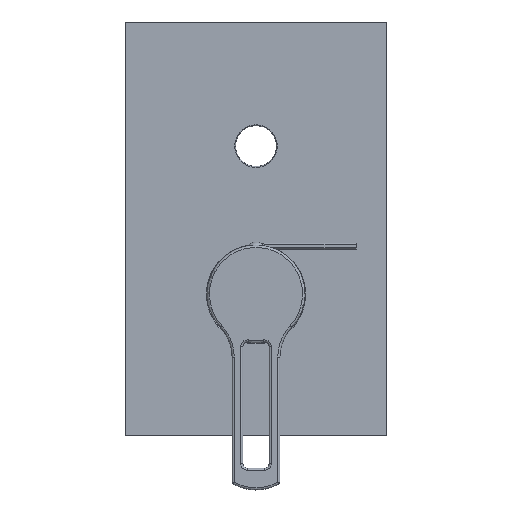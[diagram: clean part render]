
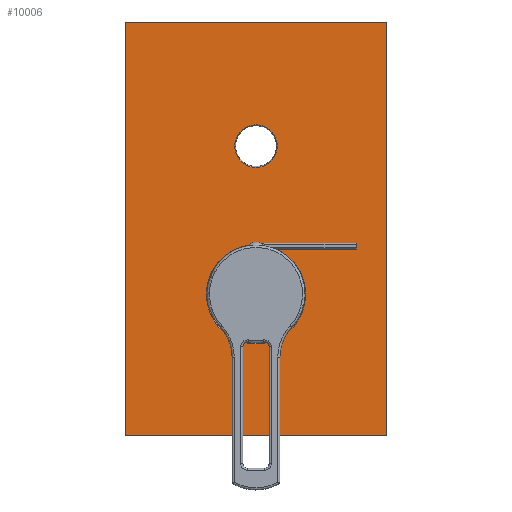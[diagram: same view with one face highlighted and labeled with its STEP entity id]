
A CAD part, top view. The second image highlights one B-rep face of the part: STEP entity #10006.
In plain terms, the highlighted face is planar.
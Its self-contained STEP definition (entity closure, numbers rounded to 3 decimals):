
#9427=CARTESIAN_POINT('',(0.,2.,-30.));
#9428=DIRECTION('',(0.,-1.,0.));
#9429=DIRECTION('',(1.,0.,0.));
#9430=AXIS2_PLACEMENT_3D('',#9427,#9428,#9429);
#9435=CARTESIAN_POINT('',(0.,2.,-30.));
#9436=DIRECTION('',(0.,-1.,0.));
#9437=DIRECTION('',(-1.,0.,0.));
#9438=AXIS2_PLACEMENT_3D('',#9435,#9436,#9437);
#9443=CARTESIAN_POINT('',(0.,2.,38.));
#9444=DIRECTION('',(0.,-1.,0.));
#9445=DIRECTION('',(1.,0.,0.));
#9446=AXIS2_PLACEMENT_3D('',#9443,#9444,#9445);
#9451=CARTESIAN_POINT('',(0.,2.,38.));
#9452=DIRECTION('',(0.,-1.,0.));
#9453=DIRECTION('',(-1.,0.,0.));
#9454=AXIS2_PLACEMENT_3D('',#9451,#9452,#9453);
#9459=DIRECTION('',(0.,0.,1.));
#9460=VECTOR('',#9459,190.);
#9461=CARTESIAN_POINT('',(-60.,2.,-95.));
#9462=LINE('',#9461,#9460);
#9466=DIRECTION('',(-1.,0.,0.));
#9467=VECTOR('',#9466,120.);
#9468=CARTESIAN_POINT('',(60.,2.,-95.));
#9469=LINE('',#9468,#9467);
#9473=DIRECTION('',(0.,0.,-1.));
#9474=VECTOR('',#9473,190.);
#9475=CARTESIAN_POINT('',(60.,2.,95.));
#9476=LINE('',#9475,#9474);
#9480=DIRECTION('',(1.,0.,0.));
#9481=VECTOR('',#9480,120.);
#9482=CARTESIAN_POINT('',(-60.,2.,95.));
#9483=LINE('',#9482,#9481);
#9817=CARTESIAN_POINT('',(22.8,2.,-30.));
#9818=CARTESIAN_POINT('',(-22.8,2.,-30.));
#9819=VERTEX_POINT('',#9817);
#9820=VERTEX_POINT('',#9818);
#9821=CARTESIAN_POINT('',(9.75,2.,38.));
#9822=CARTESIAN_POINT('',(-9.75,2.,38.));
#9823=VERTEX_POINT('',#9821);
#9824=VERTEX_POINT('',#9822);
#9825=CARTESIAN_POINT('',(-60.,2.,-95.));
#9826=CARTESIAN_POINT('',(-60.,2.,95.));
#9827=VERTEX_POINT('',#9825);
#9828=VERTEX_POINT('',#9826);
#9829=CARTESIAN_POINT('',(60.,2.,95.));
#9830=VERTEX_POINT('',#9829);
#9831=CARTESIAN_POINT('',(60.,2.,-95.));
#9832=VERTEX_POINT('',#9831);
#9981=CARTESIAN_POINT('',(0.,2.,0.));
#9982=DIRECTION('',(0.,1.,0.));
#9983=DIRECTION('',(1.,0.,0.));
#9984=AXIS2_PLACEMENT_3D('',#9981,#9982,#9983);
#9985=PLANE('',#9984);
#9987=ORIENTED_EDGE('',*,*,#9986,.F.);
#9989=ORIENTED_EDGE('',*,*,#9988,.F.);
#9991=ORIENTED_EDGE('',*,*,#9990,.F.);
#9993=ORIENTED_EDGE('',*,*,#9992,.F.);
#9994=EDGE_LOOP('',(#9987,#9989,#9991,#9993));
#9995=FACE_OUTER_BOUND('',#9994,.F.);
#9997=ORIENTED_EDGE('',*,*,#9996,.F.);
#9999=ORIENTED_EDGE('',*,*,#9998,.F.);
#10000=EDGE_LOOP('',(#9997,#9999));
#10001=FACE_BOUND('',#10000,.F.);
#10002=ORIENTED_EDGE('',*,*,#9961,.F.);
#10003=ORIENTED_EDGE('',*,*,#9975,.F.);
#10004=EDGE_LOOP('',(#10002,#10003));
#10005=FACE_BOUND('',#10004,.F.);
#10006=ADVANCED_FACE('',(#9995,#10001,#10005),#9985,.T.);
#9431=CIRCLE('',#9430,22.8);
#9439=CIRCLE('',#9438,22.8);
#9447=CIRCLE('',#9446,9.75);
#9455=CIRCLE('',#9454,9.75);
#9961=EDGE_CURVE('',#9819,#9820,#9431,.T.);
#9975=EDGE_CURVE('',#9820,#9819,#9439,.T.);
#9986=EDGE_CURVE('',#9827,#9828,#9462,.T.);
#9988=EDGE_CURVE('',#9832,#9827,#9469,.T.);
#9990=EDGE_CURVE('',#9830,#9832,#9476,.T.);
#9992=EDGE_CURVE('',#9828,#9830,#9483,.T.);
#9996=EDGE_CURVE('',#9823,#9824,#9447,.T.);
#9998=EDGE_CURVE('',#9824,#9823,#9455,.T.);
